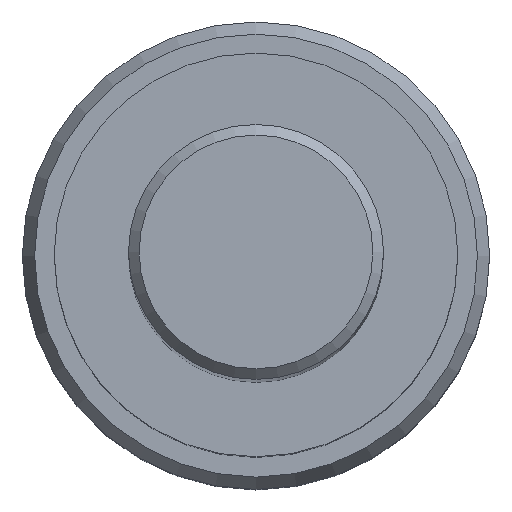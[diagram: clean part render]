
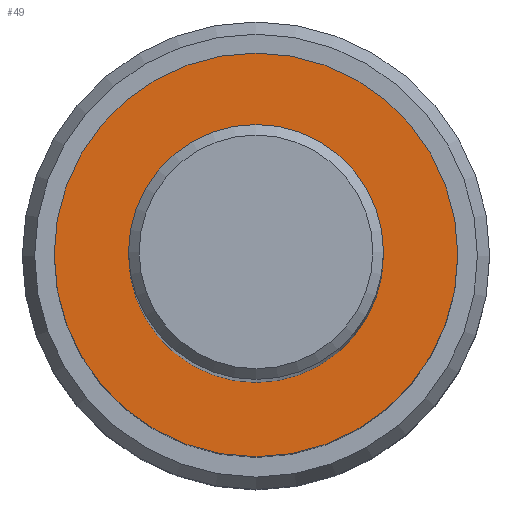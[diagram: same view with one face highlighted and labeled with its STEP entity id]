
A CAD part, top view. The second image highlights one B-rep face of the part: STEP entity #49.
In plain terms, the highlighted planar face has unit normal (0, 0, 1).
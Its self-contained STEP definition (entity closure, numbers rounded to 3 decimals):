
#38=PLANE('',#187);
#49=ADVANCED_FACE('',(#67,#68),#38,.F.);
#67=FACE_BOUND('',#83,.T.);
#68=FACE_BOUND('',#84,.T.);
#83=EDGE_LOOP('',(#101));
#84=EDGE_LOOP('',(#102));
#101=ORIENTED_EDGE('',*,*,#124,.F.);
#102=ORIENTED_EDGE('',*,*,#123,.T.);
#114=VERTEX_POINT('',#265);
#115=VERTEX_POINT('',#268);
#123=EDGE_CURVE('',#114,#114,#132,.T.);
#124=EDGE_CURVE('',#115,#115,#133,.T.);
#132=CIRCLE('',#184,9.5);
#133=CIRCLE('',#186,6.);
#184=AXIS2_PLACEMENT_3D('',#264,#222,#223);
#186=AXIS2_PLACEMENT_3D('',#267,#226,#227);
#187=AXIS2_PLACEMENT_3D('',#269,#228,#229);
#222=DIRECTION('',(0.,0.,1.));
#223=DIRECTION('',(1.,0.,0.));
#226=DIRECTION('',(0.,0.,1.));
#227=DIRECTION('',(1.,0.,0.));
#228=DIRECTION('',(0.,0.,-1.));
#229=DIRECTION('',(1.,0.,0.));
#264=CARTESIAN_POINT('',(0.,0.,-80.));
#265=CARTESIAN_POINT('',(9.5,0.,-80.));
#267=CARTESIAN_POINT('',(0.,0.,-80.));
#268=CARTESIAN_POINT('',(6.,0.,-80.));
#269=CARTESIAN_POINT('',(0.,-9.5,-80.));
